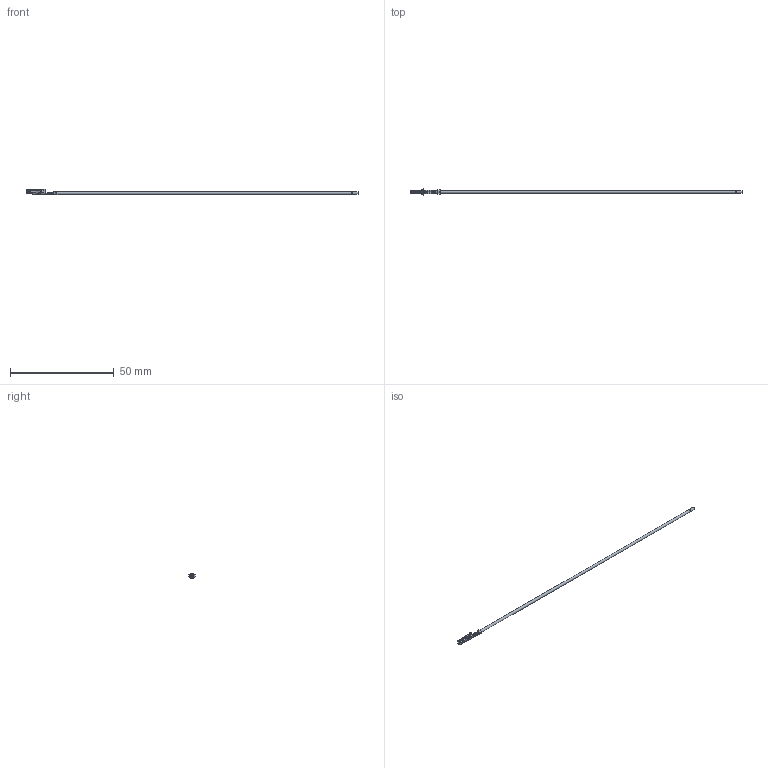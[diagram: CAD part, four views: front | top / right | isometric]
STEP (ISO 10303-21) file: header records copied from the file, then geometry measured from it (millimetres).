
FILE_DESCRIPTION(/* description */ ('Unknown'),/* implementation_level */ '2;1');
FILE_NAME(/* name */ '649700126015',/* time_stamp */ '2020-04-29T12:07:12+02:00',/* author */ ('Unknown'),/* organization */ ('Unknown'),/* preprocessor_version */ 'ST-DEVELOPER v16.7',/* originating_system */ 'DEX',/* authorisation */ $);
FILE_SCHEMA (('AUTOMOTIVE_DESIGN {1 0 10303 214 3 1 1}'));
Length unit declared in the file: millimetre
Products named in the file (3): 649700126015; Wire 26AWG Black; 64900713722DEC
Assembly tree (2 placements, depth 2):
  649700126015
    Wire 26AWG Black
    64900713722DEC
Bounding box: 160.3 x 3.2 x 2.75 mm (x, y, z)
Volume: 209 mm3; surface area: 767.5 mm2
Topology: 2 solids, 2 shells, 231 faces, 600 edges, 383 vertices
Faces by surface type: plane 151, cylinder 52, bspline 20, torus 8
Full cylindrical faces by diameter (mm): 0.35 x2, 0.49 x2, 0.5 x2, 1.3 x2
Entity records: 7346 total; most frequent: CARTESIAN_POINT 1827, ORIENTED_EDGE 1146, DIRECTION 1041, EDGE_CURVE 573, VERTEX_POINT 372, LINE 355, VECTOR 355, AXIS2_PLACEMENT_3D 343
